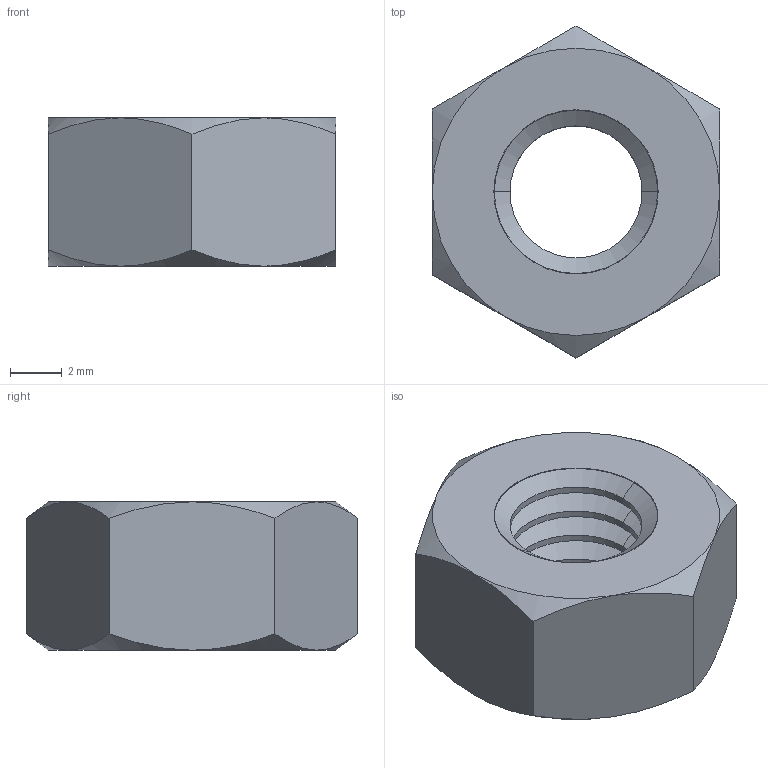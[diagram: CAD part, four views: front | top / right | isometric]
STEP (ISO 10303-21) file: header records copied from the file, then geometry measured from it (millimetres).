
FILE_DESCRIPTION (( 'STEP AP214' ), '1' );
FILE_NAME ('HNUT_0.2500-20-D-S.STEP', '2022-09-10T20:29:40', ( '' ), ( '' ), 'SwSTEP 2.0', 'SolidWorks 2022', '' );
FILE_SCHEMA (( 'AUTOMOTIVE_DESIGN' ));
Length unit declared in the file: inch
Products named in the file (1): HNUT_0.2500-20-D-S
Bounding box: 11.11 x 12.83 x 5.74 mm (x, y, z)
Volume: 468.5 mm3; surface area: 519.1 mm2
Topology: 1 solids, 1 shells, 56 faces, 116 edges, 62 vertices
Faces by surface type: cone 36, cylinder 12, plane 8
Entity records: 1582 total; most frequent: CARTESIAN_POINT 379, DIRECTION 256, ORIENTED_EDGE 232, EDGE_CURVE 116, AXIS2_PLACEMENT_3D 107, VERTEX_POINT 62, EDGE_LOOP 58, ADVANCED_FACE 56
